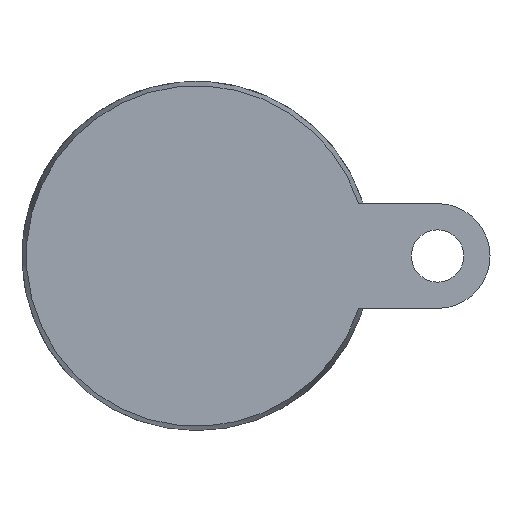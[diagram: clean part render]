
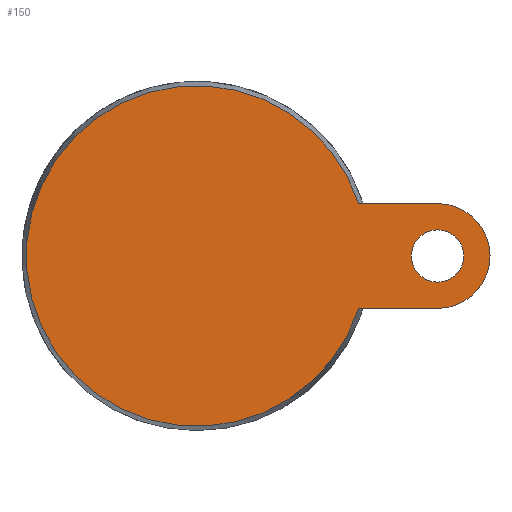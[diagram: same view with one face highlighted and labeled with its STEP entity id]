
A CAD part, front view. The second image highlights one B-rep face of the part: STEP entity #150.
In plain terms, the highlighted planar face has unit normal (0, -1, 0).
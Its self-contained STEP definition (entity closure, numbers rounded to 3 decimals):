
#150 = ADVANCED_FACE( '', ( #317, #318 ), #319, .F. );
#317 = FACE_BOUND( '', #524, .T. );
#318 = FACE_OUTER_BOUND( '', #525, .T. );
#319 = PLANE( '', #526 );
#524 = EDGE_LOOP( '', ( #865 ) );
#525 = EDGE_LOOP( '', ( #866, #867, #868, #869 ) );
#526 = AXIS2_PLACEMENT_3D( '', #870, #871, #872 );
#865 = ORIENTED_EDGE( '', *, *, #994, .T. );
#866 = ORIENTED_EDGE( '', *, *, #1083, .F. );
#867 = ORIENTED_EDGE( '', *, *, #1084, .T. );
#868 = ORIENTED_EDGE( '', *, *, #984, .F. );
#869 = ORIENTED_EDGE( '', *, *, #1085, .F. );
#870 = CARTESIAN_POINT( '', ( 48.75, 0., 0. ) );
#871 = DIRECTION( '', ( 0., 1., 0. ) );
#872 = DIRECTION( '', ( 0., 0., 1. ) );
#984 = EDGE_CURVE( '', #1152, #1153, #1154, .T. );
#994 = EDGE_CURVE( '', #1169, #1169, #1170, .T. );
#1083 = EDGE_CURVE( '', #1290, #1291, #1292, .T. );
#1084 = EDGE_CURVE( '', #1290, #1153, #1293, .T. );
#1085 = EDGE_CURVE( '', #1291, #1152, #1294, .T. );
#1152 = VERTEX_POINT( '', #1422 );
#1153 = VERTEX_POINT( '', #1423 );
#1154 = LINE( '', #1424, #1425 );
#1169 = VERTEX_POINT( '', #1457 );
#1170 = CIRCLE( '', #1458, 7.5 );
#1290 = VERTEX_POINT( '', #1667 );
#1291 = VERTEX_POINT( '', #1668 );
#1292 = LINE( '', #1669, #1670 );
#1293 = CIRCLE( '', #1671, 48.75 );
#1294 = CIRCLE( '', #1672, 15. );
#1422 = CARTESIAN_POINT( '', ( 69., 0., -15. ) );
#1423 = CARTESIAN_POINT( '', ( 46.385, 0., -15. ) );
#1424 = CARTESIAN_POINT( '', ( 69., 0., -15. ) );
#1425 = VECTOR( '', #1729, 1000. );
#1457 = CARTESIAN_POINT( '', ( 76.5, 0., 0. ) );
#1458 = AXIS2_PLACEMENT_3D( '', #1738, #1739, #1740 );
#1667 = CARTESIAN_POINT( '', ( 46.385, 0., 15. ) );
#1668 = CARTESIAN_POINT( '', ( 69., 0., 15. ) );
#1669 = CARTESIAN_POINT( '', ( 0., 0., 15. ) );
#1670 = VECTOR( '', #1838, 1000. );
#1671 = AXIS2_PLACEMENT_3D( '', #1839, #1840, #1841 );
#1672 = AXIS2_PLACEMENT_3D( '', #1842, #1843, #1844 );
#1729 = DIRECTION( '', ( -1., 0., 0. ) );
#1738 = CARTESIAN_POINT( '', ( 69., 0., 0. ) );
#1739 = DIRECTION( '', ( 0., 1., 0. ) );
#1740 = DIRECTION( '', ( 1., 0., 0. ) );
#1838 = DIRECTION( '', ( 1., 0., 0. ) );
#1839 = CARTESIAN_POINT( '', ( 0., 0., 0. ) );
#1840 = DIRECTION( '', ( 0., -1., 0. ) );
#1841 = DIRECTION( '', ( 0., 0., -1. ) );
#1842 = CARTESIAN_POINT( '', ( 69., 0., 0. ) );
#1843 = DIRECTION( '', ( 0., 1., 0. ) );
#1844 = DIRECTION( '', ( 1., 0., 0. ) );
